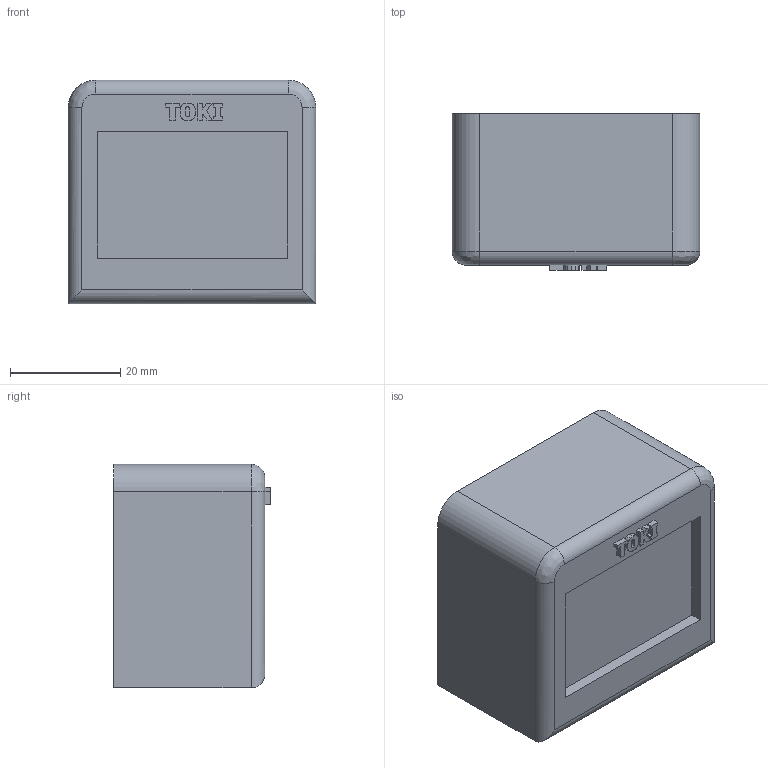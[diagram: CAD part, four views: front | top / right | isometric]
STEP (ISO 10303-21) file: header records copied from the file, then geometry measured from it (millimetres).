
FILE_DESCRIPTION(/* description */ (''),/* implementation_level */ '2;1');
FILE_NAME(/* name */ 'body.step',/* time_stamp */ '2025-09-21T18:55:34+05:30',/* author */ (''),/* organization */ (''),/* preprocessor_version */ 'ST-DEVELOPER v20.1',/* originating_system */ 'Autodesk Translation Framework v14.17.0.0',/* authorisation */ '');
FILE_SCHEMA (('AUTOMOTIVE_DESIGN { 1 0 10303 214 3 1 1 }'));
Length unit declared in the file: millimetre
Products named in the file (1): 2025-09-21-18-55-34-275
Bounding box: 44.88 x 28.42 x 40.5 mm (x, y, z)
Volume: 14457.3 mm3; surface area: 12271.4 mm2
Topology: 1 solids, 1 shells, 566 faces, 1550 edges, 1030 vertices
Faces by surface type: plane 339, bspline 211, cylinder 16
Full cylindrical faces by diameter (mm): 2.906 x4
Entity records: 18404 total; most frequent: CARTESIAN_POINT 6665, ORIENTED_EDGE 3100, DIRECTION 1637, EDGE_CURVE 1550, VERTEX_POINT 1030, LINE 869, VECTOR 869, EDGE_LOOP 614
